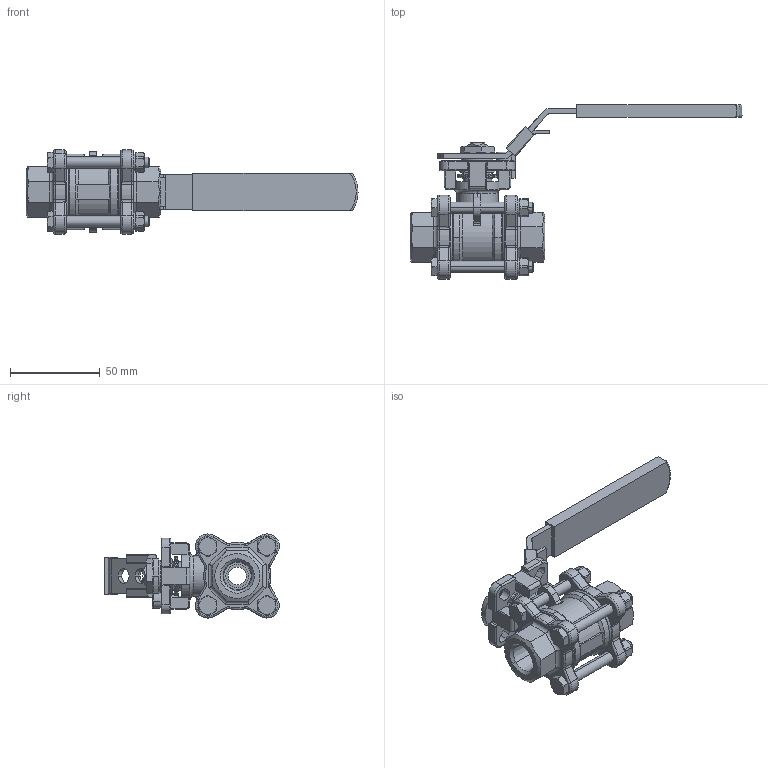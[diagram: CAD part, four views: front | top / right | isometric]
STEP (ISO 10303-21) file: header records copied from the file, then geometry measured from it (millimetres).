
FILE_DESCRIPTION (( 'STEP AP203' ), '1' );
FILE_NAME ('×°ÅäÌå0.375-900131460048202.SLDASM.SLDPRT.STEP', '2024-10-23T01:11:50', ( '2023' ), ( '' ), 'SwSTEP 2.0', 'SolidWorks 2013', '' );
FILE_SCHEMA (( 'CONFIG_CONTROL_DESIGN' ));
Products named in the file (1): 蚾饜极0.375-900131460048202.SLDASM.SLDPRT
Bounding box: 184.99 x 97.41 x 46.88 mm (x, y, z)
Volume: 113922 mm3; surface area: 61517.8 mm2
Topology: 29 solids, 31 shells, 1395 faces, 3466 edges, 2168 vertices
Faces by surface type: plane 535, cylinder 385, cone 228, bspline 154, torus 87, sphere 6
Entity records: 66772 total; most frequent: CARTESIAN_POINT 34751, ORIENTED_EDGE 6892, DIRECTION 6247, EDGE_CURVE 3446, AXIS2_PLACEMENT_3D 2334, VERTEX_POINT 2162, VECTOR 1579, LINE 1579
